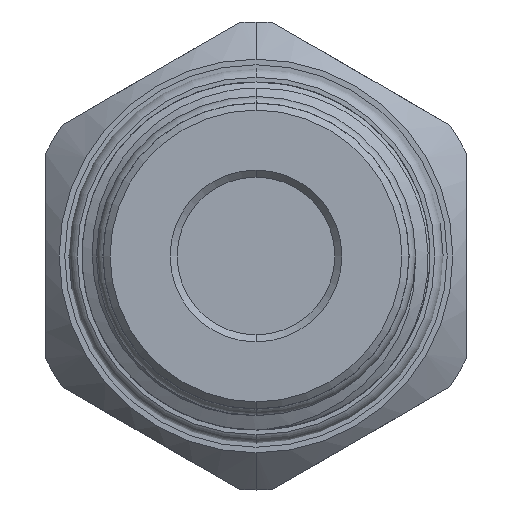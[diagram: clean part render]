
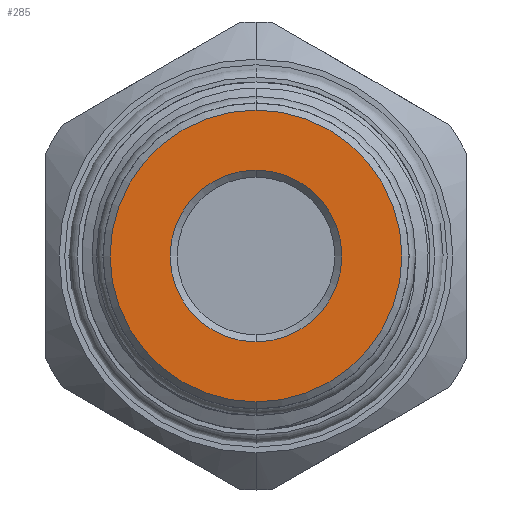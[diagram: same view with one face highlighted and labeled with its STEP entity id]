
A CAD part, left-side view. The second image highlights one B-rep face of the part: STEP entity #285.
In plain terms, the highlighted planar face has unit normal (-1, 0, 0).
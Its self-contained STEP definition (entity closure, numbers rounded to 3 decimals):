
#31 = DIRECTION ( 'NONE',  ( 0., 0., 1. ) ) ;
#285 = ADVANCED_FACE ( 'NONE', ( #4804, #5489 ), #3313, .F. ) ;
#468 = CIRCLE ( 'NONE', #10823, 4.9 ) ;
#553 = DIRECTION ( 'NONE',  ( 0., 0., 1. ) ) ;
#580 = DIRECTION ( 'NONE',  ( 1., 0., 0. ) ) ;
#1120 = DIRECTION ( 'NONE',  ( 0., 0., -1. ) ) ;
#1145 = CARTESIAN_POINT ( 'NONE',  ( -73.054, 0., 0. ) ) ;
#1454 = VERTEX_POINT ( 'NONE', #4627 ) ;
#1630 = VERTEX_POINT ( 'NONE', #6847 ) ;
#1753 = CARTESIAN_POINT ( 'NONE',  ( -73.054, 0., 0. ) ) ;
#1777 = ORIENTED_EDGE ( 'NONE', *, *, #2666, .T. ) ;
#2110 = DIRECTION ( 'NONE',  ( 1., 0., 0. ) ) ;
#2457 = CARTESIAN_POINT ( 'NONE',  ( -73.054, 0., -4.9 ) ) ;
#2666 = EDGE_CURVE ( 'NONE', #4615, #1454, #468, .T. ) ;
#3095 = CARTESIAN_POINT ( 'NONE',  ( -73.054, 0., 0. ) ) ;
#3142 = EDGE_CURVE ( 'NONE', #1630, #6596, #12524, .T. ) ;
#3167 = DIRECTION ( 'NONE',  ( -1., 0., 0. ) ) ;
#3196 = EDGE_CURVE ( 'NONE', #6596, #1630, #11033, .T. ) ;
#3313 = PLANE ( 'NONE',  #3799 ) ;
#3635 = AXIS2_PLACEMENT_3D ( 'NONE', #1753, #9144, #553 ) ;
#3768 = ORIENTED_EDGE ( 'NONE', *, *, #11245, .T. ) ;
#3799 = AXIS2_PLACEMENT_3D ( 'NONE', #6302, #2110, #1120 ) ;
#4400 = ORIENTED_EDGE ( 'NONE', *, *, #3196, .T. ) ;
#4615 = VERTEX_POINT ( 'NONE', #2457 ) ;
#4627 = CARTESIAN_POINT ( 'NONE',  ( -73.054, 0., 4.9 ) ) ;
#4804 = FACE_BOUND ( 'NONE', #9872, .T. ) ;
#5150 = DIRECTION ( 'NONE',  ( 1., 0., 0. ) ) ;
#5489 = FACE_OUTER_BOUND ( 'NONE', #10428, .T. ) ;
#5727 = CARTESIAN_POINT ( 'NONE',  ( -73.054, 0., 0. ) ) ;
#5752 = AXIS2_PLACEMENT_3D ( 'NONE', #5727, #580, #12077 ) ;
#6302 = CARTESIAN_POINT ( 'NONE',  ( -73.054, 0., 0. ) ) ;
#6596 = VERTEX_POINT ( 'NONE', #8904 ) ;
#6847 = CARTESIAN_POINT ( 'NONE',  ( -73.054, 0., -8.325 ) ) ;
#8904 = CARTESIAN_POINT ( 'NONE',  ( -73.054, 0., 8.325 ) ) ;
#9127 = CIRCLE ( 'NONE', #5752, 4.9 ) ;
#9144 = DIRECTION ( 'NONE',  ( -1., 0., 0. ) ) ;
#9872 = EDGE_LOOP ( 'NONE', ( #3768, #1777 ) ) ;
#10428 = EDGE_LOOP ( 'NONE', ( #12977, #4400 ) ) ;
#10823 = AXIS2_PLACEMENT_3D ( 'NONE', #3095, #5150, #11640 ) ;
#11033 = CIRCLE ( 'NONE', #3635, 8.325 ) ;
#11245 = EDGE_CURVE ( 'NONE', #1454, #4615, #9127, .T. ) ;
#11640 = DIRECTION ( 'NONE',  ( 0., 0., -1. ) ) ;
#11700 = AXIS2_PLACEMENT_3D ( 'NONE', #1145, #3167, #31 ) ;
#12077 = DIRECTION ( 'NONE',  ( 0., 0., -1. ) ) ;
#12524 = CIRCLE ( 'NONE', #11700, 8.325 ) ;
#12977 = ORIENTED_EDGE ( 'NONE', *, *, #3142, .T. ) ;
